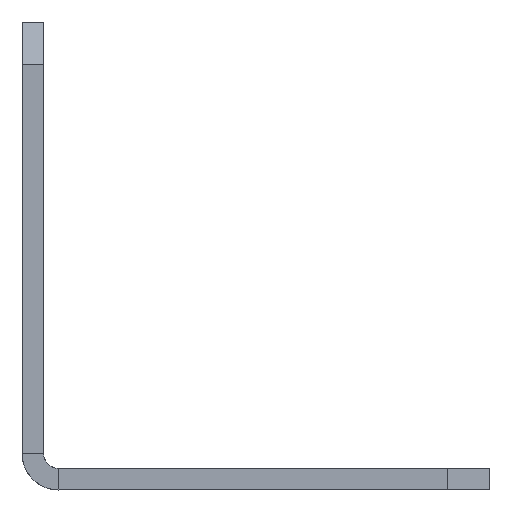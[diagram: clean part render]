
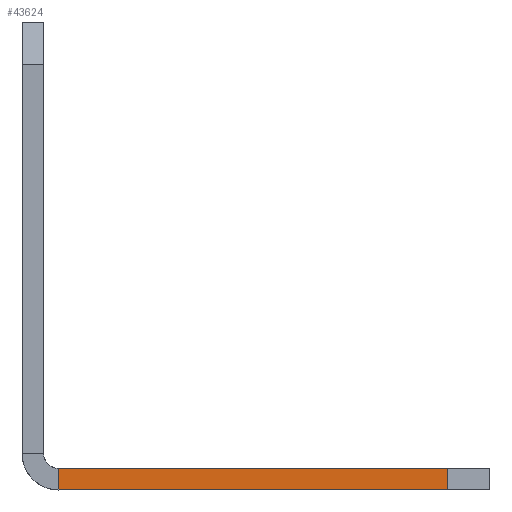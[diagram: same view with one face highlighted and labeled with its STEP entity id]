
A CAD part, left-side view. The second image highlights one B-rep face of the part: STEP entity #43624.
In plain terms, the highlighted planar face has unit normal (-1, 0, 0).
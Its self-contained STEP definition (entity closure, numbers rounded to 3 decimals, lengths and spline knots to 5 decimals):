
#35281 = CARTESIAN_POINT ( 'NONE',  ( -10.30249, -0.032, -2.84568 ) ) ;
#35282 = DIRECTION ( 'NONE',  ( 0., -1., 0. ) ) ;
#35283 = VECTOR ( 'NONE', #35282, 39.37008 ) ;
#35284 = CARTESIAN_POINT ( 'NONE',  ( -10.30249, -0.954, -2.84568 ) ) ;
#35285 = LINE ( 'NONE', #35284, #35283 ) ;
#35286 = CARTESIAN_POINT ( 'NONE',  ( -10.30249, -0.864, -2.84568 ) ) ;
#39090 = CARTESIAN_POINT ( 'NONE',  ( -10.30249, -0.864, -2.79968 ) ) ;
#39091 = DIRECTION ( 'NONE',  ( 0., -1., 0. ) ) ;
#39092 = VECTOR ( 'NONE', #39091, 39.37008 ) ;
#39093 = CARTESIAN_POINT ( 'NONE',  ( -10.30249, 0., -2.79968 ) ) ;
#39094 = LINE ( 'NONE', #39093, #39092 ) ;
#39095 = CARTESIAN_POINT ( 'NONE',  ( -10.30249, -0.032, -2.79968 ) ) ;
#39201 = CARTESIAN_POINT ( 'NONE',  ( -10.30249, -0.032, -2.84568 ) ) ;
#39202 = LINE ( 'NONE', #39201, #39262 ) ;
#39203 = DIRECTION ( 'NONE',  ( 0., 0., 1. ) ) ;
#39204 = VECTOR ( 'NONE', #39203, 39.37008 ) ;
#39205 = CARTESIAN_POINT ( 'NONE',  ( -10.30249, -0.864, -2.84568 ) ) ;
#39206 = LINE ( 'NONE', #39205, #39204 ) ;
#39261 = DIRECTION ( 'NONE',  ( 0., 0., -1. ) ) ;
#39262 = VECTOR ( 'NONE', #39261, 39.37008 ) ;
#39288 = DIRECTION ( 'NONE',  ( 0., -1., 0. ) ) ;
#39289 = DIRECTION ( 'NONE',  ( -1., 0., 0. ) ) ;
#39290 = CARTESIAN_POINT ( 'NONE',  ( -10.30249, -0.954, -2.84568 ) ) ;
#39291 = AXIS2_PLACEMENT_3D ( 'NONE', #39290, #39289, #39288 ) ;
#39292 = PLANE ( 'NONE',  #39291 ) ;
#39293 = FACE_OUTER_BOUND ( 'NONE', #43600, .T. ) ;
#41449 = VERTEX_POINT ( 'NONE', #35286 ) ;
#41451 = EDGE_CURVE ( 'NONE', #41452, #41449, #35285, .T. ) ;
#41452 = VERTEX_POINT ( 'NONE', #35281 ) ;
#43513 = VERTEX_POINT ( 'NONE', #39095 ) ;
#43515 = EDGE_CURVE ( 'NONE', #43513, #43516, #39094, .T. ) ;
#43516 = VERTEX_POINT ( 'NONE', #39090 ) ;
#43600 = EDGE_LOOP ( 'NONE', ( #43601, #43602, #43604, #43605 ) ) ;
#43601 = ORIENTED_EDGE ( 'NONE', *, *, #41451, .T. ) ;
#43602 = ORIENTED_EDGE ( 'NONE', *, *, #43603, .T. ) ;
#43603 = EDGE_CURVE ( 'NONE', #41449, #43516, #39206, .T. ) ;
#43604 = ORIENTED_EDGE ( 'NONE', *, *, #43515, .F. ) ;
#43605 = ORIENTED_EDGE ( 'NONE', *, *, #43606, .T. ) ;
#43606 = EDGE_CURVE ( 'NONE', #43513, #41452, #39202, .T. ) ;
#43624 = ADVANCED_FACE ( 'NONE', ( #39293 ), #39292, .T. ) ;
